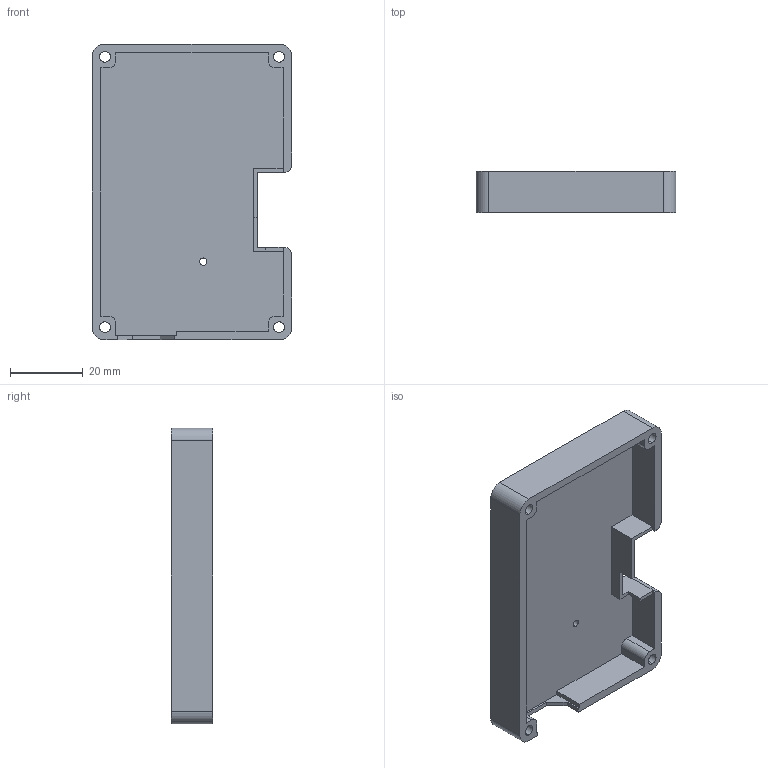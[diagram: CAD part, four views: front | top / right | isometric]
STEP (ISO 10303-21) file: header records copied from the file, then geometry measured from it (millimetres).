
FILE_DESCRIPTION (( 'STEP AP214' ), '1' );
FILE_NAME ('case_top.STEP', '2017-09-20T10:25:35', ( '' ), ( '' ), 'SwSTEP 2.0', 'SolidWorks 2016', '' );
FILE_SCHEMA (( 'AUTOMOTIVE_DESIGN' ));
Length unit declared in the file: millimetre
Products named in the file (1): case_top
Bounding box: 54.8 x 11.3 x 81.2 mm (x, y, z)
Volume: 15323.8 mm3; surface area: 14046.5 mm2
Topology: 1 solids, 1 shells, 68 faces, 190 edges, 124 vertices
Faces by surface type: plane 40, cylinder 20, cone 8
Entity records: 2232 total; most frequent: CARTESIAN_POINT 383, ORIENTED_EDGE 380, DIRECTION 376, EDGE_CURVE 190, VECTOR 142, LINE 142, VERTEX_POINT 124, AXIS2_PLACEMENT_3D 117
